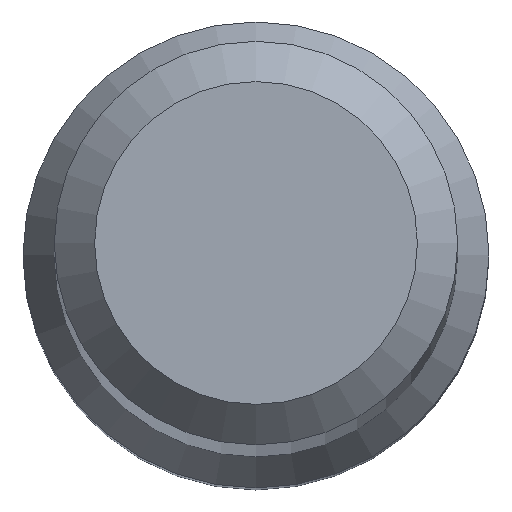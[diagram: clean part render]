
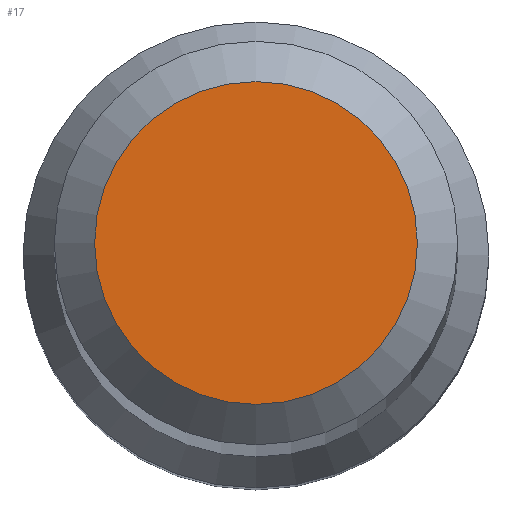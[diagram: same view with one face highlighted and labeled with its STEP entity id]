
A CAD part, top view. The second image highlights one B-rep face of the part: STEP entity #17.
In plain terms, the highlighted planar face has unit normal (0, 0, 1).
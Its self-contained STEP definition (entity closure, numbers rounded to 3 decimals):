
#10 = ORIENTED_EDGE ( 'NONE', *, *, #54, .F. ) ;
#17 = ADVANCED_FACE ( 'NONE', ( #22 ), #172, .F. ) ;
#18 = CIRCLE ( 'NONE', #191, 1.6 ) ;
#22 = FACE_OUTER_BOUND ( 'NONE', #30, .T. ) ;
#30 = EDGE_LOOP ( 'NONE', ( #10 ) ) ;
#49 = DIRECTION ( 'NONE',  ( 0., 0., -1. ) ) ;
#54 = EDGE_CURVE ( 'NONE', #108, #108, #18, .T. ) ;
#108 = VERTEX_POINT ( 'NONE', #205 ) ;
#164 = DIRECTION ( 'NONE',  ( 0., 1., 0. ) ) ;
#172 = PLANE ( 'NONE',  #236 ) ;
#182 = DIRECTION ( 'NONE',  ( 0., 1., 0. ) ) ;
#191 = AXIS2_PLACEMENT_3D ( 'NONE', #224, #226, #164 ) ;
#205 = CARTESIAN_POINT ( 'NONE',  ( 0., 1.6, 80. ) ) ;
#224 = CARTESIAN_POINT ( 'NONE',  ( 0., 0., 80. ) ) ;
#226 = DIRECTION ( 'NONE',  ( 0., 0., -1. ) ) ;
#236 = AXIS2_PLACEMENT_3D ( 'NONE', #239, #49, #182 ) ;
#239 = CARTESIAN_POINT ( 'NONE',  ( 0., 0., 80. ) ) ;
